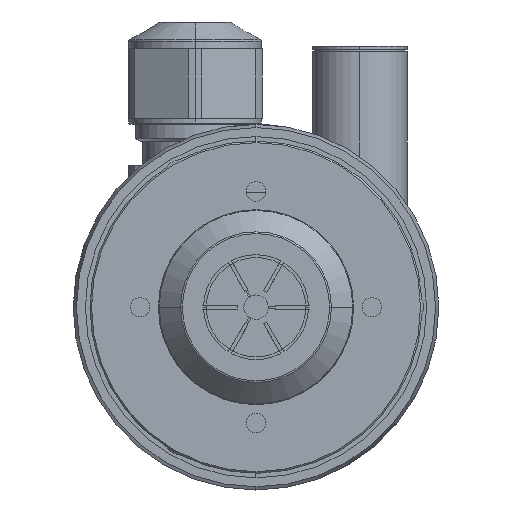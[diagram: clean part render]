
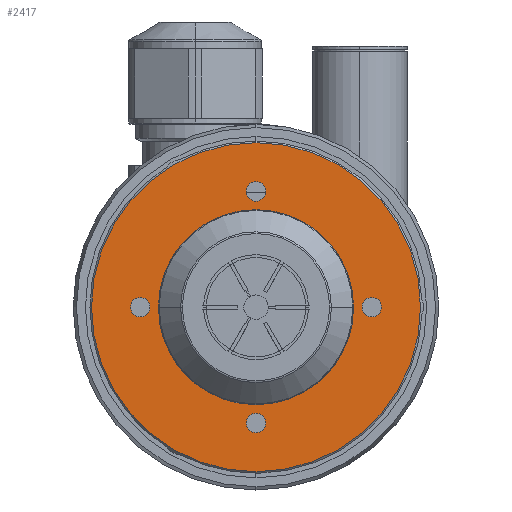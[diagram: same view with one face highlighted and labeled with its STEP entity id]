
A CAD part, left-side view. The second image highlights one B-rep face of the part: STEP entity #2417.
In plain terms, the highlighted planar face has unit normal (-1, 0, 0).
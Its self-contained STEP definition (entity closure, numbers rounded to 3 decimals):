
#2361 = EDGE_CURVE ( 'NONE', #2793, #2364, #5260, .T. ) ;
#2364 = VERTEX_POINT ( 'NONE', #5262 ) ;
#2365 = VERTEX_POINT ( 'NONE', #5261 ) ;
#2366 = EDGE_CURVE ( 'NONE', #2365, #2416, #5212, .T. ) ;
#2373 = EDGE_CURVE ( 'NONE', #2394, #2389, #5128, .T. ) ;
#2381 = EDGE_CURVE ( 'NONE', #2389, #2394, #4921, .T. ) ;
#2389 = VERTEX_POINT ( 'NONE', #5380 ) ;
#2394 = VERTEX_POINT ( 'NONE', #5437 ) ;
#2399 = EDGE_CURVE ( 'NONE', #2364, #2793, #5536, .T. ) ;
#2405 = EDGE_CURVE ( 'NONE', #2416, #2365, #5545, .T. ) ;
#2414 = EDGE_CURVE ( 'NONE', #2502, #2503, #5407, .T. ) ;
#2416 = VERTEX_POINT ( 'NONE', #5500 ) ;
#2417 = ADVANCED_FACE ( 'NONE', ( #5499, #5497, #5504, #5501, #5401, #5492 ), #5498, .F. ) ;
#2418 = EDGE_CURVE ( 'NONE', #2430, #2424, #5490, .T. ) ;
#2421 = EDGE_CURVE ( 'NONE', #2428, #2429, #5424, .T. ) ;
#2424 = VERTEX_POINT ( 'NONE', #5411 ) ;
#2428 = VERTEX_POINT ( 'NONE', #5468 ) ;
#2429 = VERTEX_POINT ( 'NONE', #5416 ) ;
#2430 = VERTEX_POINT ( 'NONE', #5491 ) ;
#2431 = EDGE_CURVE ( 'NONE', #2424, #2430, #5426, .T. ) ;
#2502 = VERTEX_POINT ( 'NONE', #5695 ) ;
#2503 = VERTEX_POINT ( 'NONE', #5565 ) ;
#2518 = EDGE_CURVE ( 'NONE', #2429, #2428, #5562, .T. ) ;
#2519 = EDGE_CURVE ( 'NONE', #2503, #2502, #5686, .T. ) ;
#2587 = EDGE_LOOP ( 'NONE', ( #2799, #2801 ) ) ;
#2588 = ORIENTED_EDGE ( 'NONE', *, *, #2518, .F. ) ;
#2627 = EDGE_LOOP ( 'NONE', ( #2648, #2792 ) ) ;
#2639 = ORIENTED_EDGE ( 'NONE', *, *, #2421, .F. ) ;
#2640 = EDGE_LOOP ( 'NONE', ( #2639, #2588 ) ) ;
#2647 = EDGE_LOOP ( 'NONE', ( #2791, #2800 ) ) ;
#2648 = ORIENTED_EDGE ( 'NONE', *, *, #2399, .T. ) ;
#2649 = EDGE_LOOP ( 'NONE', ( #2795, #2652 ) ) ;
#2652 = ORIENTED_EDGE ( 'NONE', *, *, #2431, .F. ) ;
#2787 = ORIENTED_EDGE ( 'NONE', *, *, #2414, .F. ) ;
#2789 = EDGE_LOOP ( 'NONE', ( #2787, #2790 ) ) ;
#2790 = ORIENTED_EDGE ( 'NONE', *, *, #2519, .F. ) ;
#2791 = ORIENTED_EDGE ( 'NONE', *, *, #2405, .F. ) ;
#2792 = ORIENTED_EDGE ( 'NONE', *, *, #2361, .T. ) ;
#2793 = VERTEX_POINT ( 'NONE', #6099 ) ;
#2795 = ORIENTED_EDGE ( 'NONE', *, *, #2418, .F. ) ;
#2799 = ORIENTED_EDGE ( 'NONE', *, *, #2373, .F. ) ;
#2800 = ORIENTED_EDGE ( 'NONE', *, *, #2366, .F. ) ;
#2801 = ORIENTED_EDGE ( 'NONE', *, *, #2381, .F. ) ;
#4833 = AXIS2_PLACEMENT_3D ( 'NONE', #4884, #4883, #5099 ) ;
#4883 = DIRECTION ( 'NONE',  ( -1., 0., 0. ) ) ;
#4884 = CARTESIAN_POINT ( 'NONE',  ( -93.125, 18.919, 36.476 ) ) ;
#4921 = CIRCLE ( 'NONE', #4833, 0.8 ) ;
#5084 = CARTESIAN_POINT ( 'NONE',  ( -93.125, 9.419, 36.476 ) ) ;
#5099 = DIRECTION ( 'NONE',  ( 0., 0., 1. ) ) ;
#5113 = DIRECTION ( 'NONE',  ( 0., 0., 1. ) ) ;
#5121 = CARTESIAN_POINT ( 'NONE',  ( -93.125, 18.919, 36.476 ) ) ;
#5123 = DIRECTION ( 'NONE',  ( 0., 0., 1. ) ) ;
#5124 = DIRECTION ( 'NONE',  ( -1., 0., 0. ) ) ;
#5125 = CARTESIAN_POINT ( 'NONE',  ( -93.125, 9.419, 36.476 ) ) ;
#5126 = DIRECTION ( 'NONE',  ( -1., 0., 0. ) ) ;
#5128 = CIRCLE ( 'NONE', #5206, 0.8 ) ;
#5206 = AXIS2_PLACEMENT_3D ( 'NONE', #5121, #5126, #5113 ) ;
#5211 = DIRECTION ( 'NONE',  ( 0., 0., 1. ) ) ;
#5212 = CIRCLE ( 'NONE', #5264, 7.2 ) ;
#5252 = DIRECTION ( 'NONE',  ( -1., 0., 0. ) ) ;
#5257 = AXIS2_PLACEMENT_3D ( 'NONE', #5084, #5252, #5211 ) ;
#5260 = CIRCLE ( 'NONE', #5257, 13.5 ) ;
#5261 = CARTESIAN_POINT ( 'NONE',  ( -93.125, 9.419, 29.276 ) ) ;
#5262 = CARTESIAN_POINT ( 'NONE',  ( -93.125, 9.419, 22.976 ) ) ;
#5264 = AXIS2_PLACEMENT_3D ( 'NONE', #5125, #5124, #5123 ) ;
#5362 = DIRECTION ( 'NONE',  ( 0., 0., 1. ) ) ;
#5363 = DIRECTION ( 'NONE',  ( -1., 0., 0. ) ) ;
#5364 = CARTESIAN_POINT ( 'NONE',  ( -93.125, 9.419, 36.476 ) ) ;
#5375 = DIRECTION ( 'NONE',  ( 0., 0., 1. ) ) ;
#5376 = DIRECTION ( 'NONE',  ( -1., 0., 0. ) ) ;
#5377 = CARTESIAN_POINT ( 'NONE',  ( -93.125, 9.419, 45.976 ) ) ;
#5378 = AXIS2_PLACEMENT_3D ( 'NONE', #5377, #5376, #5375 ) ;
#5380 = CARTESIAN_POINT ( 'NONE',  ( -93.125, 18.919, 35.676 ) ) ;
#5401 = FACE_BOUND ( 'NONE', #2647, .T. ) ;
#5407 = CIRCLE ( 'NONE', #5496, 0.8 ) ;
#5411 = CARTESIAN_POINT ( 'NONE',  ( -93.125, 9.419, 45.176 ) ) ;
#5412 = DIRECTION ( 'NONE',  ( 0., 0., 1. ) ) ;
#5413 = DIRECTION ( 'NONE',  ( -1., 0., 0. ) ) ;
#5414 = CARTESIAN_POINT ( 'NONE',  ( -93.125, -0.081, 36.476 ) ) ;
#5416 = CARTESIAN_POINT ( 'NONE',  ( -93.125, -0.081, 35.676 ) ) ;
#5418 = AXIS2_PLACEMENT_3D ( 'NONE', #5414, #5413, #5412 ) ;
#5420 = DIRECTION ( 'NONE',  ( 0., 0., 1. ) ) ;
#5421 = DIRECTION ( 'NONE',  ( -1., 0., 0. ) ) ;
#5422 = CARTESIAN_POINT ( 'NONE',  ( -93.125, 9.419, 45.976 ) ) ;
#5423 = AXIS2_PLACEMENT_3D ( 'NONE', #5422, #5421, #5420 ) ;
#5424 = CIRCLE ( 'NONE', #5418, 0.8 ) ;
#5425 = DIRECTION ( 'NONE',  ( 0., 0., -1. ) ) ;
#5426 = CIRCLE ( 'NONE', #5378, 0.8 ) ;
#5437 = CARTESIAN_POINT ( 'NONE',  ( -93.125, 18.919, 37.276 ) ) ;
#5456 = DIRECTION ( 'NONE',  ( -1., 0., 0. ) ) ;
#5458 = DIRECTION ( 'NONE',  ( 0., 0., 1. ) ) ;
#5459 = DIRECTION ( 'NONE',  ( -1., 0., 0. ) ) ;
#5460 = CARTESIAN_POINT ( 'NONE',  ( -93.125, 9.419, 36.476 ) ) ;
#5468 = CARTESIAN_POINT ( 'NONE',  ( -93.125, -0.081, 37.276 ) ) ;
#5490 = CIRCLE ( 'NONE', #5423, 0.8 ) ;
#5491 = CARTESIAN_POINT ( 'NONE',  ( -93.125, 9.419, 46.776 ) ) ;
#5492 = FACE_OUTER_BOUND ( 'NONE', #2627, .T. ) ;
#5493 = AXIS2_PLACEMENT_3D ( 'NONE', #5541, #5540, #5425 ) ;
#5495 = DIRECTION ( 'NONE',  ( 0., 0., 1. ) ) ;
#5496 = AXIS2_PLACEMENT_3D ( 'NONE', #5502, #5456, #5495 ) ;
#5497 = FACE_BOUND ( 'NONE', #2640, .T. ) ;
#5498 = PLANE ( 'NONE',  #5493 ) ;
#5499 = FACE_BOUND ( 'NONE', #2649, .T. ) ;
#5500 = CARTESIAN_POINT ( 'NONE',  ( -93.125, 9.419, 43.676 ) ) ;
#5501 = FACE_BOUND ( 'NONE', #2587, .T. ) ;
#5502 = CARTESIAN_POINT ( 'NONE',  ( -93.125, 9.419, 26.976 ) ) ;
#5504 = FACE_BOUND ( 'NONE', #2789, .T. ) ;
#5535 = AXIS2_PLACEMENT_3D ( 'NONE', #5364, #5363, #5362 ) ;
#5536 = CIRCLE ( 'NONE', #5535, 13.5 ) ;
#5540 = DIRECTION ( 'NONE',  ( 1., 0., 0. ) ) ;
#5541 = CARTESIAN_POINT ( 'NONE',  ( -93.125, 22.919, 36.476 ) ) ;
#5544 = AXIS2_PLACEMENT_3D ( 'NONE', #5460, #5459, #5458 ) ;
#5545 = CIRCLE ( 'NONE', #5544, 7.2 ) ;
#5558 = CARTESIAN_POINT ( 'NONE',  ( -93.125, 9.419, 26.976 ) ) ;
#5562 = CIRCLE ( 'NONE', #5705, 0.8 ) ;
#5563 = AXIS2_PLACEMENT_3D ( 'NONE', #5558, #5650, #5649 ) ;
#5565 = CARTESIAN_POINT ( 'NONE',  ( -93.125, 9.419, 26.176 ) ) ;
#5649 = DIRECTION ( 'NONE',  ( 0., 0., 1. ) ) ;
#5650 = DIRECTION ( 'NONE',  ( -1., 0., 0. ) ) ;
#5683 = DIRECTION ( 'NONE',  ( 0., 0., 1. ) ) ;
#5684 = DIRECTION ( 'NONE',  ( -1., 0., 0. ) ) ;
#5686 = CIRCLE ( 'NONE', #5563, 0.8 ) ;
#5687 = CARTESIAN_POINT ( 'NONE',  ( -93.125, -0.081, 36.476 ) ) ;
#5695 = CARTESIAN_POINT ( 'NONE',  ( -93.125, 9.419, 27.776 ) ) ;
#5705 = AXIS2_PLACEMENT_3D ( 'NONE', #5687, #5684, #5683 ) ;
#6099 = CARTESIAN_POINT ( 'NONE',  ( -93.125, 9.419, 49.976 ) ) ;
